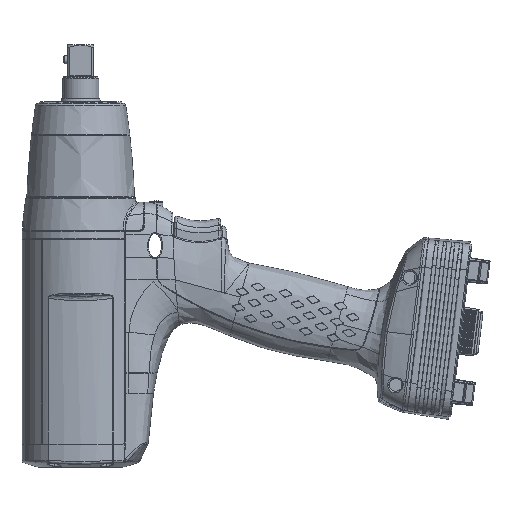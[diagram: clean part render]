
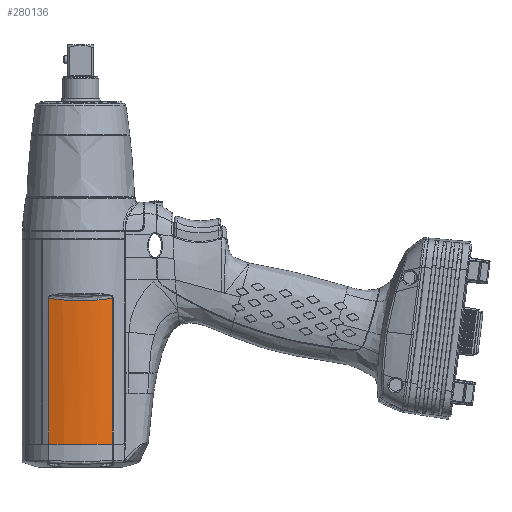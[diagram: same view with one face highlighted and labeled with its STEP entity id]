
A CAD part, left-side view. The second image highlights one B-rep face of the part: STEP entity #280136.
In plain terms, the highlighted cylindrical face has radius 46.906 mm (diameter 93.812 mm), a partial arc.
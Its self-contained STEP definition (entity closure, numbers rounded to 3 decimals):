
#64424=DIRECTION('',(0.,0.,-1.));
#64425=VECTOR('',#64424,72.087);
#64426=CARTESIAN_POINT('',(-24.228,15.886,
37.479));
#64427=LINE('',#64426,#64425);
#64428=CARTESIAN_POINT('',(-24.228,15.886,
37.479));
#64429=CARTESIAN_POINT('',(-24.477,15.193,
37.369));
#64430=CARTESIAN_POINT('',(-25.447,12.284,
36.942));
#64431=CARTESIAN_POINT('',(-26.65,7.006,
36.412));
#64432=CARTESIAN_POINT('',(-27.174,0.002,
36.181));
#64433=CARTESIAN_POINT('',(-26.651,-7.003,
36.411));
#64434=CARTESIAN_POINT('',(-25.448,-12.282,
36.941));
#64435=CARTESIAN_POINT('',(-24.478,-15.192,
37.369));
#64436=CARTESIAN_POINT('',(-24.228,-15.886,
37.479));
#64438=DIRECTION('',(0.,0.,1.));
#64439=VECTOR('',#64438,72.087);
#64440=CARTESIAN_POINT('',(-24.228,-15.886,
-34.608));
#64441=LINE('',#64440,#64439);
#64442=CARTESIAN_POINT('',(19.906,0.,
-34.608));
#64443=DIRECTION('',(0.,0.,-1.));
#64444=DIRECTION('',(-0.941,-0.339,0.));
#64445=AXIS2_PLACEMENT_3D('',#64442,#64443,#64444);
#64465=CARTESIAN_POINT('',(-24.228,-15.886,
37.479));
#76769=CARTESIAN_POINT('',(-24.228,15.886,
37.479));
#76770=CARTESIAN_POINT('',(-24.228,15.886,
-34.608));
#76771=VERTEX_POINT('',#76769);
#76772=VERTEX_POINT('',#76770);
#76778=VERTEX_POINT('',#64465);
#76779=CARTESIAN_POINT('',(-24.228,-15.886,
-34.608));
#76780=VERTEX_POINT('',#76779);
#280124=CARTESIAN_POINT('',(19.906,0.,-56.35));
#280125=DIRECTION('',(0.,0.,-1.));
#280126=DIRECTION('',(-1.,0.,0.));
#280127=AXIS2_PLACEMENT_3D('',#280124,#280125,#280126);
#280128=CYLINDRICAL_SURFACE('',#280127,46.906);
#280129=ORIENTED_EDGE('',*,*,#279780,.F.);
#280131=ORIENTED_EDGE('',*,*,#280130,.T.);
#280132=ORIENTED_EDGE('',*,*,#280102,.F.);
#280133=ORIENTED_EDGE('',*,*,#102505,.T.);
#280134=EDGE_LOOP('',(#280129,#280131,#280132,#280133));
#280135=FACE_OUTER_BOUND('',#280134,.F.);
#64437=B_SPLINE_CURVE_WITH_KNOTS('',3,(#64428,#64429,#64430,#64431,#64432,
#64433,#64434,#64435,#64436),.UNSPECIFIED.,.F.,.F.,(4,1,1,1,1,1,4),(0.,
0.069,0.285,0.5,0.715,
0.931,1.),.UNSPECIFIED.);
#64446=CIRCLE('',#64445,46.906);
#102505=EDGE_CURVE('',#76780,#76772,#64446,.T.);
#279780=EDGE_CURVE('',#76771,#76772,#64427,.T.);
#280102=EDGE_CURVE('',#76780,#76778,#64441,.T.);
#280130=EDGE_CURVE('',#76771,#76778,#64437,.T.);
#280136=ADVANCED_FACE('',(#280135),#280128,.T.);
